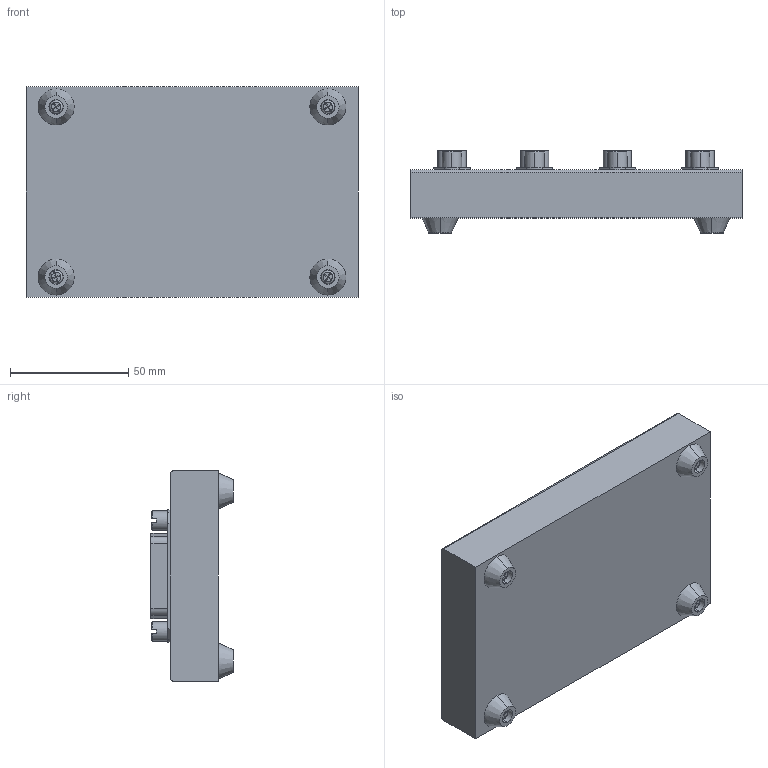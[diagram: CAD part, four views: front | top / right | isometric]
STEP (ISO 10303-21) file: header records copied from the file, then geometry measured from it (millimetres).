
FILE_DESCRIPTION (( 'STEP AP214' ), '1' );
FILE_NAME ('CIB24MT.STEP', '2006-08-28T15:15:10', ( 'L-COM' ), ( 'L-COM' ), 'SwSTEP 2.0', 'SolidWorks 2006052', '' );
FILE_SCHEMA (( 'AUTOMOTIVE_DESIGN' ));
Length unit declared in the file: inch
Products named in the file (6): CIB24S; CIB24MT-MA1; 3AA01-003_3AA01-003-375; 3AA01-003_3AA01-003-250; CIB24MT; CIB24S-MA1
Assembly tree (17 placements, depth 2):
  CIB24MT
    CIB24S  x4
    CIB24S-MA1  x8
    3AA01-003_3AA01-003-250  x3
    3AA01-003_3AA01-003-375
    CIB24MT-MA1
Bounding box: 140.46 x 34.85 x 88.9 mm (x, y, z)
Volume: 275864.6 mm3; surface area: 56754.5 mm2
Topology: 17 solids, 17 shells, 3212 faces, 7702 edges, 4900 vertices
Faces by surface type: plane 1866, cylinder 614, cone 508, bspline 104, sphere 96, torus 24
Entity records: 33527 total; most frequent: CARTESIAN_POINT 6409, DIRECTION 3934, ORIENTED_EDGE 3782, EDGE_CURVE 1891, AXIS2_PLACEMENT_3D 1330, VECTOR 1274, LINE 1274, VERTEX_POINT 1217
